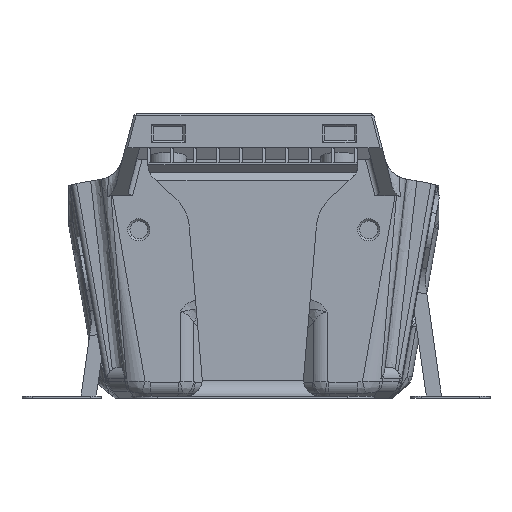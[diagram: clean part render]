
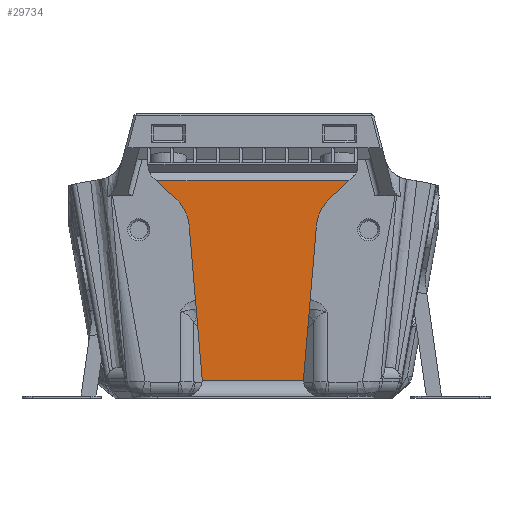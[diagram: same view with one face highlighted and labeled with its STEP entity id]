
A CAD part, front view. The second image highlights one B-rep face of the part: STEP entity #29734.
In plain terms, the highlighted planar face has unit normal (0, -1, 0).
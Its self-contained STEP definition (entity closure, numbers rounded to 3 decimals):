
#263=CIRCLE('',#31651,3.);
#264=CIRCLE('',#31652,3.);
#265=CIRCLE('',#31653,8.);
#266=CIRCLE('',#31654,8.);
#4041=ORIENTED_EDGE('',*,*,#12632,.T.);
#4042=ORIENTED_EDGE('',*,*,#12633,.T.);
#4043=ORIENTED_EDGE('',*,*,#12634,.T.);
#4044=ORIENTED_EDGE('',*,*,#12630,.F.);
#4045=ORIENTED_EDGE('',*,*,#12635,.T.);
#4046=ORIENTED_EDGE('',*,*,#12636,.T.);
#4047=ORIENTED_EDGE('',*,*,#12637,.F.);
#4048=ORIENTED_EDGE('',*,*,#12638,.F.);
#4049=ORIENTED_EDGE('',*,*,#12639,.T.);
#4050=ORIENTED_EDGE('',*,*,#12640,.T.);
#12630=EDGE_CURVE('',#17018,#17019,#19846,.T.);
#12632=EDGE_CURVE('',#17020,#17021,#263,.T.);
#12633=EDGE_CURVE('',#17021,#17022,#19848,.F.);
#12634=EDGE_CURVE('',#17022,#17019,#264,.T.);
#12635=EDGE_CURVE('',#17018,#17023,#265,.T.);
#12636=EDGE_CURVE('',#17023,#17024,#19849,.T.);
#12637=EDGE_CURVE('',#17025,#17024,#19850,.T.);
#12638=EDGE_CURVE('',#17026,#17025,#19851,.T.);
#12639=EDGE_CURVE('',#17026,#17027,#266,.T.);
#12640=EDGE_CURVE('',#17027,#17020,#19852,.T.);
#17018=VERTEX_POINT('',#45576);
#17019=VERTEX_POINT('',#45578);
#17020=VERTEX_POINT('',#45582);
#17021=VERTEX_POINT('',#45583);
#17022=VERTEX_POINT('',#45585);
#17023=VERTEX_POINT('',#45588);
#17024=VERTEX_POINT('',#45590);
#17025=VERTEX_POINT('',#45592);
#17026=VERTEX_POINT('',#45594);
#17027=VERTEX_POINT('',#45596);
#19846=LINE('',#45577,#22475);
#19848=LINE('',#45584,#22477);
#19849=LINE('',#45589,#22478);
#19850=LINE('',#45591,#22479);
#19851=LINE('',#45593,#22480);
#19852=LINE('',#45597,#22481);
#22475=VECTOR('',#34883,1000.);
#22477=VECTOR('',#34889,1000.);
#22478=VECTOR('',#34894,1000.);
#22479=VECTOR('',#34895,1000.);
#22480=VECTOR('',#34896,1000.);
#22481=VECTOR('',#34899,1000.);
#25082=EDGE_LOOP('',(#4041,#4042,#4043,#4044,#4045,#4046,#4047,#4048,#4049,
#4050));
#26951=FACE_BOUND('',#25082,.T.);
#28689=PLANE('',#31650);
#29734=ADVANCED_FACE('',(#26951),#28689,.F.);
#31650=AXIS2_PLACEMENT_3D('',#45580,#34885,#34886);
#31651=AXIS2_PLACEMENT_3D('',#45581,#34887,#34888);
#31652=AXIS2_PLACEMENT_3D('',#45586,#34890,#34891);
#31653=AXIS2_PLACEMENT_3D('',#45587,#34892,#34893);
#31654=AXIS2_PLACEMENT_3D('',#45595,#34897,#34898);
#34883=DIRECTION('',(-0.084,0.,-0.996));
#34885=DIRECTION('',(0.,1.,0.));
#34886=DIRECTION('',(0.,0.,1.));
#34887=DIRECTION('',(0.,1.,0.));
#34888=DIRECTION('',(0.,0.,1.));
#34889=DIRECTION('',(-1.,0.,0.));
#34890=DIRECTION('',(0.,1.,0.));
#34891=DIRECTION('',(0.,0.,1.));
#34892=DIRECTION('',(0.,1.,0.));
#34893=DIRECTION('',(0.,0.,1.));
#34894=DIRECTION('',(0.731,0.,0.682));
#34895=DIRECTION('',(1.,0.,0.));
#34896=DIRECTION('',(-0.731,0.,0.682));
#34897=DIRECTION('',(0.,1.,0.));
#34898=DIRECTION('',(0.,0.,1.));
#34899=DIRECTION('',(0.084,0.,-0.996));
#45576=CARTESIAN_POINT('',(11.856,-32.314,32.579));
#45577=CARTESIAN_POINT('',(36.482,-32.314,324.724));
#45578=CARTESIAN_POINT('',(9.418,-32.314,3.652));
#45580=CARTESIAN_POINT('',(0.,-32.314,327.8));
#45581=CARTESIAN_POINT('',(-12.767,-32.314,3.4));
#45582=CARTESIAN_POINT('',(-9.777,-32.314,3.652));
#45583=CARTESIAN_POINT('',(-9.767,-32.314,3.4));
#45584=CARTESIAN_POINT('',(9.143,-32.314,3.4));
#45585=CARTESIAN_POINT('',(9.407,-32.314,3.4));
#45586=CARTESIAN_POINT('',(12.407,-32.314,3.4));
#45587=CARTESIAN_POINT('',(19.828,-32.314,31.907));
#45588=CARTESIAN_POINT('',(14.372,-32.314,37.757));
#45589=CARTESIAN_POINT('',(16.736,-32.314,39.963));
#45590=CARTESIAN_POINT('',(17.982,-32.314,41.124));
#45591=CARTESIAN_POINT('',(-65.369,-32.314,41.124));
#45592=CARTESIAN_POINT('',(-18.341,-32.314,41.124));
#45593=CARTESIAN_POINT('',(-17.096,-32.314,39.963));
#45594=CARTESIAN_POINT('',(-14.731,-32.314,37.757));
#45595=CARTESIAN_POINT('',(-20.187,-32.314,31.907));
#45596=CARTESIAN_POINT('',(-12.216,-32.314,32.579));
#45597=CARTESIAN_POINT('',(-36.839,-32.314,324.694));
